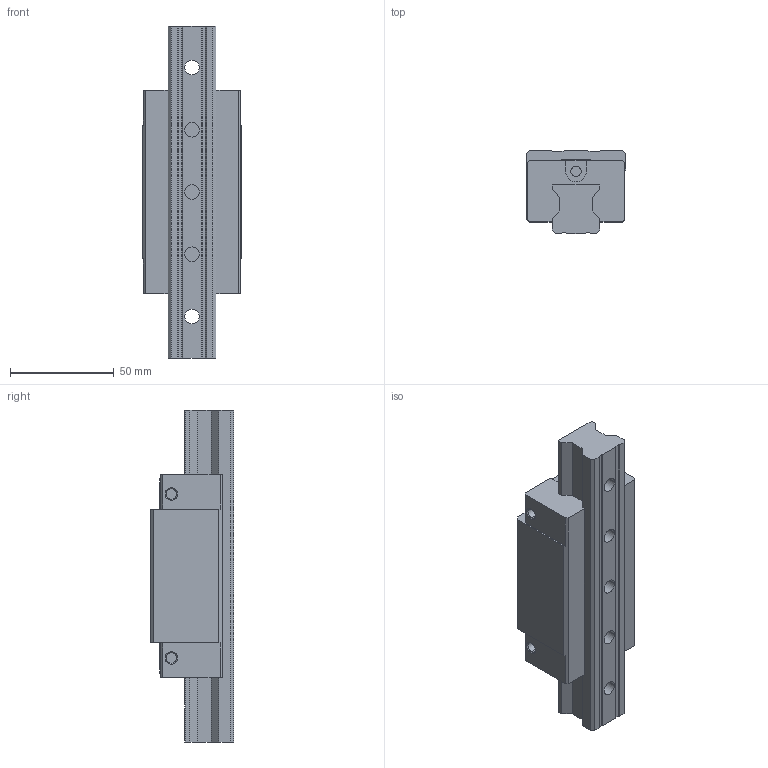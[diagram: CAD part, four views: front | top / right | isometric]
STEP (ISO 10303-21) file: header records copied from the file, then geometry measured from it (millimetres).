
FILE_DESCRIPTION((''),'2;1');
FILE_NAME('RGH25CA_ASM','2006-08-28T',('vincent'),(''),'PRO/ENGINEER BY PARAMETRIC TECHNOLOGY CORPORATION, 2004360','PRO/ENGINEER BY PARAMETRIC TECHNOLOGY CORPORATION, 2004360','');
FILE_SCHEMA(('CONFIG_CONTROL_DESIGN'));
Length unit declared in the file: millimetre
Products named in the file (3): RGH25CA_BLOCK; RGR25_RAIL; RGH25CA_ASM
Assembly tree (2 placements, depth 2):
  RGH25CA_ASM
    RGH25CA_BLOCK
    RGR25_RAIL
Bounding box: 48 x 40 x 160 mm (x, y, z)
Volume: 183059.8 mm3; surface area: 43312.3 mm2
Topology: 2 solids, 2 shells, 189 faces, 506 edges, 342 vertices
Faces by surface type: plane 105, cylinder 54, cone 30
Entity records: 6087 total; most frequent: DIRECTION 1076, CARTESIAN_POINT 1042, ORIENTED_EDGE 1012, EDGE_CURVE 506, AXIS2_PLACEMENT_3D 376, VERTEX_POINT 342, VECTOR 324, LINE 324
